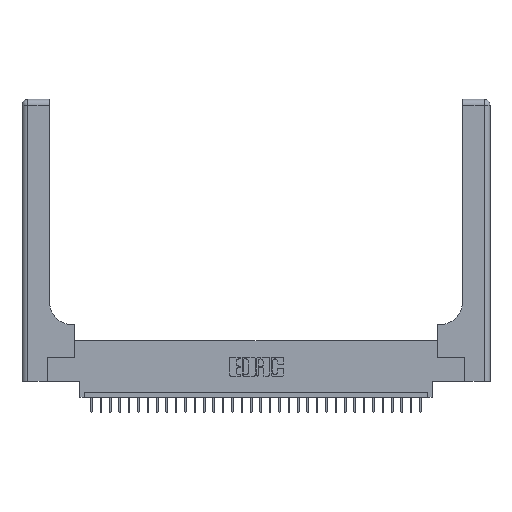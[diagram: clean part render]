
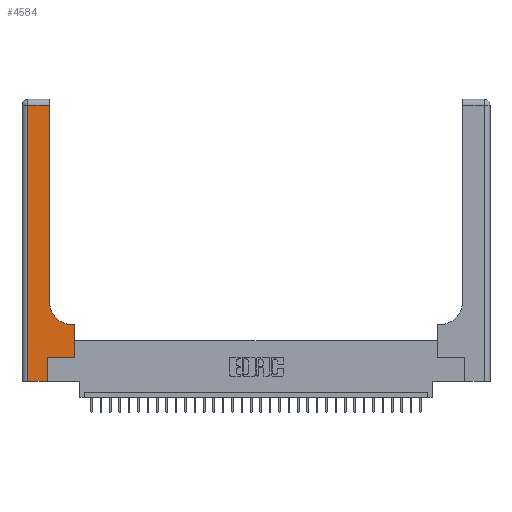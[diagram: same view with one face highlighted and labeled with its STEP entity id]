
A CAD part, top view. The second image highlights one B-rep face of the part: STEP entity #4584.
In plain terms, the highlighted planar face has unit normal (0, 0, 1).
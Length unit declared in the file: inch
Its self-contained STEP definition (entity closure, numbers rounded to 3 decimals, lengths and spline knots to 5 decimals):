
#17 = LINE ( 'NONE', #21897, #10123 ) ;
#897 = ORIENTED_EDGE ( 'NONE', *, *, #5915, .T. ) ;
#1616 = CARTESIAN_POINT ( 'NONE',  ( 0., 2.94, 0.37 ) ) ;
#2227 = DIRECTION ( 'NONE',  ( 0., -1., 0. ) ) ;
#3371 = CARTESIAN_POINT ( 'NONE',  ( 0.5415, 0.6, 0.37 ) ) ;
#4437 = CARTESIAN_POINT ( 'NONE',  ( 0.5585, 0.25, 0.37 ) ) ;
#4584 = ADVANCED_FACE ( 'NONE', ( #6073 ), #8967, .F. ) ;
#4749 = EDGE_LOOP ( 'NONE', ( #28891, #30852, #28565, #22394, #19237, #31323, #18107, #897, #14481 ) ) ;
#5613 = VECTOR ( 'NONE', #21662, 39.37008 ) ;
#5750 = DIRECTION ( 'NONE',  ( 1., 0., 0. ) ) ;
#5915 = EDGE_CURVE ( 'NONE', #23876, #27390, #26205, .T. ) ;
#6073 = FACE_OUTER_BOUND ( 'NONE', #4749, .T. ) ;
#6093 = DIRECTION ( 'NONE',  ( 0., 1., 0. ) ) ;
#8964 = EDGE_CURVE ( 'NONE', #27390, #24612, #31299, .T. ) ;
#8967 = PLANE ( 'NONE',  #24231 ) ;
#9187 = VERTEX_POINT ( 'NONE', #14246 ) ;
#10123 = VECTOR ( 'NONE', #31862, 39.37008 ) ;
#11306 = VECTOR ( 'NONE', #2227, 39.37008 ) ;
#11372 = VECTOR ( 'NONE', #25371, 39.37008 ) ;
#11775 = DIRECTION ( 'NONE',  ( -1., 0., 0. ) ) ;
#11825 = LINE ( 'NONE', #13718, #12216 ) ;
#12216 = VECTOR ( 'NONE', #19484, 39.37008 ) ;
#12902 = LINE ( 'NONE', #20079, #11306 ) ;
#12974 = EDGE_CURVE ( 'NONE', #17769, #24649, #11825, .T. ) ;
#13397 = CARTESIAN_POINT ( 'NONE',  ( 0.5585, 0.25, 0.37 ) ) ;
#13716 = CARTESIAN_POINT ( 'NONE',  ( 0.5415, 0.85, 0.37 ) ) ;
#13718 = CARTESIAN_POINT ( 'NONE',  ( 0.269, 0., 0.37 ) ) ;
#13782 = DIRECTION ( 'NONE',  ( 0., 0., -1. ) ) ;
#14246 = CARTESIAN_POINT ( 'NONE',  ( 0.06, 2.94, 0.37 ) ) ;
#14408 = DIRECTION ( 'NONE',  ( 0., 0., -1. ) ) ;
#14481 = ORIENTED_EDGE ( 'NONE', *, *, #8964, .T. ) ;
#15346 = CARTESIAN_POINT ( 'NONE',  ( 0.269, 0., 0.37 ) ) ;
#16713 = EDGE_CURVE ( 'NONE', #9187, #18396, #12902, .T. ) ;
#16929 = CARTESIAN_POINT ( 'NONE',  ( 0.2915, 2.94, 0.37 ) ) ;
#17769 = VERTEX_POINT ( 'NONE', #15346 ) ;
#17894 = EDGE_CURVE ( 'NONE', #21780, #9187, #31343, .T. ) ;
#18107 = ORIENTED_EDGE ( 'NONE', *, *, #20249, .T. ) ;
#18396 = VERTEX_POINT ( 'NONE', #26859 ) ;
#18496 = CARTESIAN_POINT ( 'NONE',  ( 0., 0., 0.37 ) ) ;
#18668 = DIRECTION ( 'NONE',  ( 1., 0., 0. ) ) ;
#18829 = CARTESIAN_POINT ( 'NONE',  ( 0.2915, 0.6, 0.37 ) ) ;
#19237 = ORIENTED_EDGE ( 'NONE', *, *, #12974, .T. ) ;
#19484 = DIRECTION ( 'NONE',  ( 0., 1., 0. ) ) ;
#20079 = CARTESIAN_POINT ( 'NONE',  ( 0.06, 3., 0.37 ) ) ;
#20249 = EDGE_CURVE ( 'NONE', #30224, #23876, #21145, .T. ) ;
#21145 = LINE ( 'NONE', #13397, #32006 ) ;
#21294 = LINE ( 'NONE', #18496, #22545 ) ;
#21662 = DIRECTION ( 'NONE',  ( -1., 0., 0. ) ) ;
#21695 = CARTESIAN_POINT ( 'NONE',  ( 0., 3., 0.37 ) ) ;
#21780 = VERTEX_POINT ( 'NONE', #16929 ) ;
#21897 = CARTESIAN_POINT ( 'NONE',  ( 0.2915, 3., 0.37 ) ) ;
#22285 = CARTESIAN_POINT ( 'NONE',  ( 0.5585, 0.6, 0.37 ) ) ;
#22394 = ORIENTED_EDGE ( 'NONE', *, *, #27275, .T. ) ;
#22545 = VECTOR ( 'NONE', #5750, 39.37008 ) ;
#23149 = CARTESIAN_POINT ( 'NONE',  ( 0.269, 0.25, 0.37 ) ) ;
#23876 = VERTEX_POINT ( 'NONE', #22285 ) ;
#24231 = AXIS2_PLACEMENT_3D ( 'NONE', #21695, #13782, #29547 ) ;
#24313 = LINE ( 'NONE', #25682, #11372 ) ;
#24612 = VERTEX_POINT ( 'NONE', #25518 ) ;
#24649 = VERTEX_POINT ( 'NONE', #23149 ) ;
#24725 = AXIS2_PLACEMENT_3D ( 'NONE', #13716, #14408, #18668 ) ;
#25218 = EDGE_CURVE ( 'NONE', #24649, #30224, #24313, .T. ) ;
#25371 = DIRECTION ( 'NONE',  ( 1., 0., 0. ) ) ;
#25518 = CARTESIAN_POINT ( 'NONE',  ( 0.2915, 0.85, 0.37 ) ) ;
#25682 = CARTESIAN_POINT ( 'NONE',  ( 0.269, 0.25, 0.37 ) ) ;
#26205 = LINE ( 'NONE', #18829, #5613 ) ;
#26221 = EDGE_CURVE ( 'NONE', #24612, #21780, #17, .T. ) ;
#26859 = CARTESIAN_POINT ( 'NONE',  ( 0.06, 0., 0.37 ) ) ;
#27275 = EDGE_CURVE ( 'NONE', #18396, #17769, #21294, .T. ) ;
#27390 = VERTEX_POINT ( 'NONE', #3371 ) ;
#28565 = ORIENTED_EDGE ( 'NONE', *, *, #16713, .T. ) ;
#28891 = ORIENTED_EDGE ( 'NONE', *, *, #26221, .T. ) ;
#29547 = DIRECTION ( 'NONE',  ( -1., 0., 0. ) ) ;
#30224 = VERTEX_POINT ( 'NONE', #4437 ) ;
#30572 = VECTOR ( 'NONE', #11775, 39.37008 ) ;
#30852 = ORIENTED_EDGE ( 'NONE', *, *, #17894, .T. ) ;
#31299 = CIRCLE ( 'NONE', #24725, 0.25 ) ;
#31323 = ORIENTED_EDGE ( 'NONE', *, *, #25218, .T. ) ;
#31343 = LINE ( 'NONE', #1616, #30572 ) ;
#31862 = DIRECTION ( 'NONE',  ( 0., 1., 0. ) ) ;
#32006 = VECTOR ( 'NONE', #6093, 39.37008 ) ;
